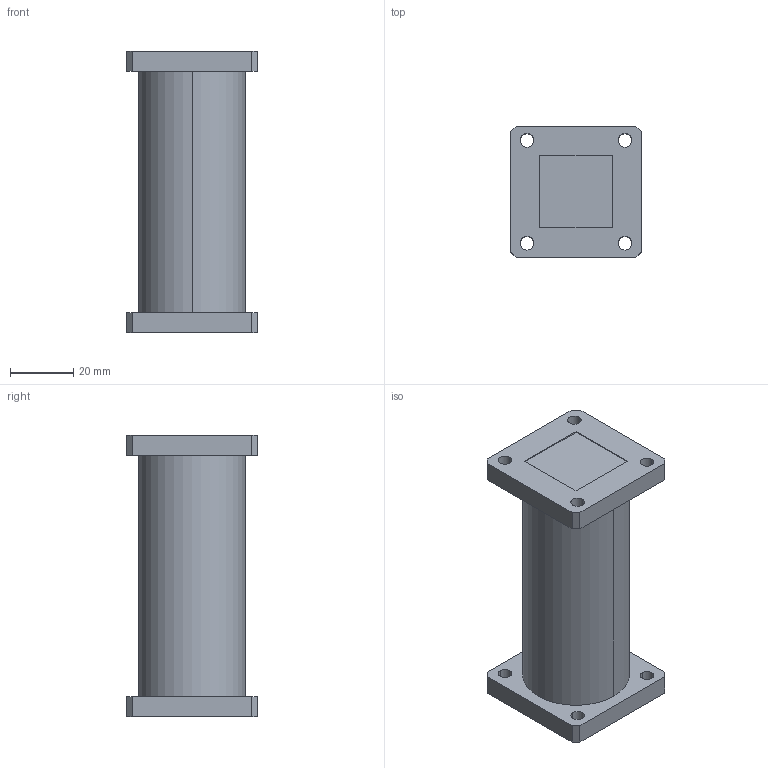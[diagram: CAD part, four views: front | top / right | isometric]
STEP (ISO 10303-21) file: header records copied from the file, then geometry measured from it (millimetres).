
FILE_DESCRIPTION (( 'STEP AP203' ), '1' );
FILE_NAME ('SWT-90900-SA-Q.STEP', '2019-06-05T00:45:01', ( '' ), ( '' ), 'SwSTEP 2.0', 'SolidWorks 2016', '' );
FILE_SCHEMA (( 'CONFIG_CONTROL_DESIGN' ));
Length unit declared in the file: inch
Products named in the file (1): SWT-90900-SA-Q
Bounding box: 41.4 x 41.4 x 88.9 mm (x, y, z)
Volume: 89017.8 mm3; surface area: 19725.6 mm2
Topology: 1 solids, 1 shells, 50 faces, 132 edges, 88 vertices
Faces by surface type: plane 32, cylinder 18
Entity records: 1663 total; most frequent: CARTESIAN_POINT 271, DIRECTION 270, ORIENTED_EDGE 264, EDGE_CURVE 132, VECTOR 96, LINE 96, VERTEX_POINT 88, AXIS2_PLACEMENT_3D 87
